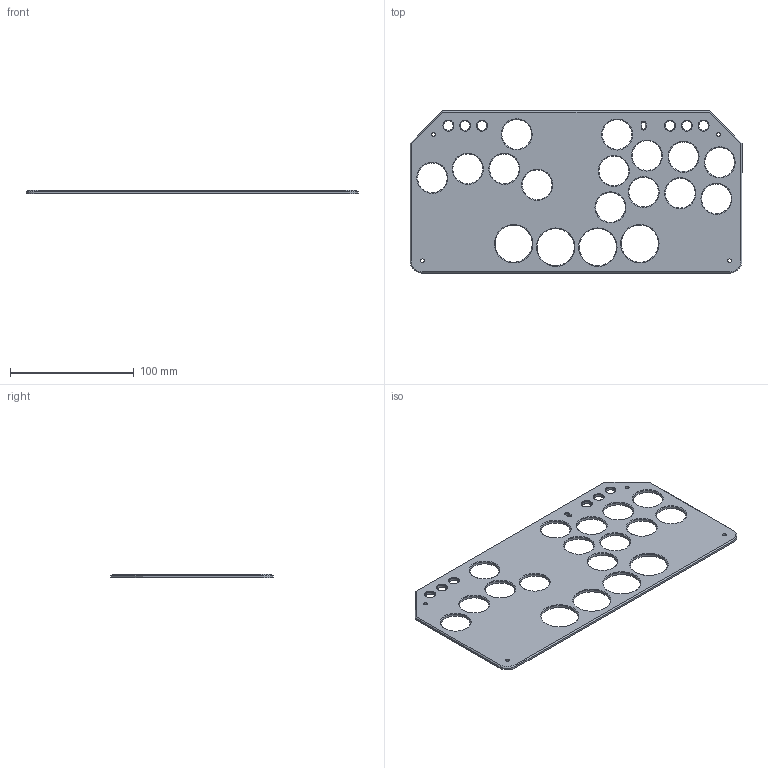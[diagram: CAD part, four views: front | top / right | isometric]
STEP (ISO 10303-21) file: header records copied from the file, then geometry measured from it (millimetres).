
FILE_DESCRIPTION (( 'STEP AP203' ), '1' );
FILE_NAME ('splitfox-top.STEP', '2025-03-10T22:58:05', ( '' ), ( '' ), 'SwSTEP 2.0', 'SolidWorks 2020', '' );
FILE_SCHEMA (( 'CONFIG_CONTROL_DESIGN' ));
Length unit declared in the file: millimetre
Products named in the file (1): splitfox-top
Bounding box: 267.76 x 130.95 x 2.5 mm (x, y, z)
Volume: 61550.6 mm3; surface area: 54778.2 mm2
Topology: 1 solids, 1 shells, 130 faces, 324 edges, 196 vertices
Faces by surface type: cylinder 60, cone 52, plane 18
Entity records: 4073 total; most frequent: DIRECTION 758, CARTESIAN_POINT 651, ORIENTED_EDGE 648, EDGE_CURVE 324, AXIS2_PLACEMENT_3D 303, VERTEX_POINT 196, EDGE_LOOP 188, CIRCLE 172
